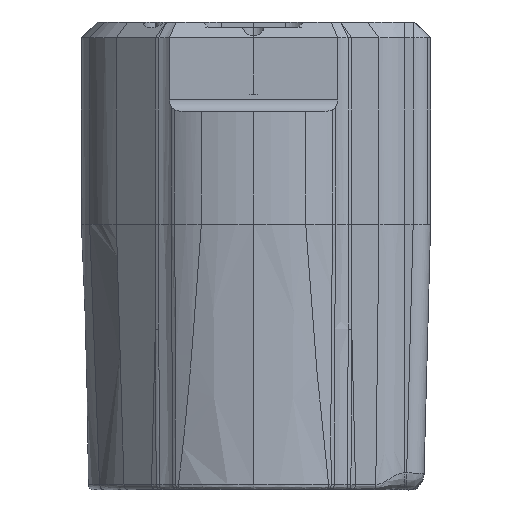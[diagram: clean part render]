
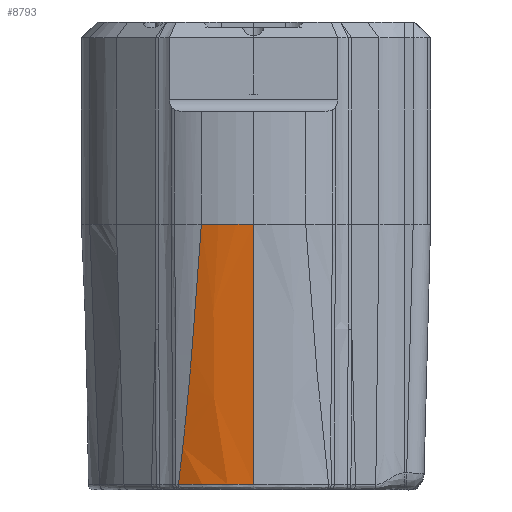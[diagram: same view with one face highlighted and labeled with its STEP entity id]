
A CAD part, left-side view. The second image highlights one B-rep face of the part: STEP entity #8793.
In plain terms, the highlighted conical face has half-angle 2 degrees and reference radius 59.627 mm.
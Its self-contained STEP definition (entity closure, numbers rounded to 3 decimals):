
#8649=CARTESIAN_POINT('Axis2P3D Location',(-253.411,0.,221.358)) ;
#8654=CARTESIAN_POINT('Line Origine',(-17732.973,0.,499063.027)) ;
#8658=CARTESIAN_POINT('Vertex',(-309.873,0.,130.71)) ;
#8660=CARTESIAN_POINT('Vertex',(-313.019,0.,220.817)) ;
#8664=CARTESIAN_POINT('Control Point',(-310.216,18.066,220.817)) ;
#8665=CARTESIAN_POINT('Control Point',(-311.606,13.693,220.817)) ;
#8666=CARTESIAN_POINT('Control Point',(-312.548,9.177,220.817)) ;
#8667=CARTESIAN_POINT('Control Point',(-313.019,4.589,220.817)) ;
#8668=CARTESIAN_POINT('Control Point',(-313.019,0.,220.817)) ;
#8669=CARTESIAN_POINT('Vertex',(-310.216,18.066,220.817)) ;
#8673=CARTESIAN_POINT('Control Point',(-310.216,18.066,220.817)) ;
#8674=CARTESIAN_POINT('Control Point',(-309.775,18.57,213.173)) ;
#8675=CARTESIAN_POINT('Control Point',(-309.326,19.089,205.65)) ;
#8676=CARTESIAN_POINT('Control Point',(-308.867,19.625,198.259)) ;
#8677=CARTESIAN_POINT('Control Point',(-308.342,20.244,190.153)) ;
#8678=CARTESIAN_POINT('Control Point',(-307.801,20.885,182.253)) ;
#8679=CARTESIAN_POINT('Control Point',(-307.743,20.953,181.414)) ;
#8680=CARTESIAN_POINT('Control Point',(-307.641,21.074,179.942)) ;
#8681=CARTESIAN_POINT('Control Point',(-307.539,21.196,178.478)) ;
#8682=CARTESIAN_POINT('Control Point',(-307.497,21.246,177.884)) ;
#8683=CARTESIAN_POINT('Control Point',(-307.445,21.307,177.152)) ;
#8684=CARTESIAN_POINT('Control Point',(-307.393,21.369,176.421)) ;
#8685=CARTESIAN_POINT('Control Point',(-307.386,21.378,176.318)) ;
#8686=CARTESIAN_POINT('Control Point',(-307.371,21.395,176.111)) ;
#8687=CARTESIAN_POINT('Control Point',(-307.357,21.413,175.905)) ;
#8688=CARTESIAN_POINT('Control Point',(-307.345,21.426,175.747)) ;
#8689=CARTESIAN_POINT('Control Point',(-307.342,21.43,175.707)) ;
#8690=CARTESIAN_POINT('Control Point',(-307.334,21.439,175.595)) ;
#8691=CARTESIAN_POINT('Vertex',(-307.334,21.439,175.595)) ;
#8695=CARTESIAN_POINT('Control Point',(-307.334,21.439,175.595)) ;
#8696=CARTESIAN_POINT('Control Point',(-307.202,21.597,173.735)) ;
#8697=CARTESIAN_POINT('Control Point',(-307.068,21.756,171.892)) ;
#8698=CARTESIAN_POINT('Control Point',(-306.935,21.915,170.074)) ;
#8699=CARTESIAN_POINT('Control Point',(-306.785,22.095,168.049)) ;
#8700=CARTESIAN_POINT('Control Point',(-306.633,22.275,166.049)) ;
#8701=CARTESIAN_POINT('Control Point',(-306.617,22.295,165.832)) ;
#8702=CARTESIAN_POINT('Control Point',(-306.586,22.332,165.42)) ;
#8703=CARTESIAN_POINT('Control Point',(-306.554,22.369,165.01)) ;
#8704=CARTESIAN_POINT('Control Point',(-306.552,22.372,164.978)) ;
#8705=CARTESIAN_POINT('Control Point',(-306.535,22.392,164.757)) ;
#8706=CARTESIAN_POINT('Control Point',(-306.518,22.413,164.536)) ;
#8707=CARTESIAN_POINT('Control Point',(-306.516,22.415,164.509)) ;
#8708=CARTESIAN_POINT('Control Point',(-306.512,22.42,164.455)) ;
#8709=CARTESIAN_POINT('Control Point',(-306.508,22.425,164.402)) ;
#8710=CARTESIAN_POINT('Control Point',(-306.506,22.427,164.374)) ;
#8711=CARTESIAN_POINT('Control Point',(-306.504,22.43,164.349)) ;
#8712=CARTESIAN_POINT('Control Point',(-306.502,22.432,164.321)) ;
#8713=CARTESIAN_POINT('Vertex',(-306.502,22.432,164.321)) ;
#8717=CARTESIAN_POINT('Control Point',(-306.502,22.432,164.321)) ;
#8718=CARTESIAN_POINT('Control Point',(-306.36,22.601,162.471)) ;
#8719=CARTESIAN_POINT('Control Point',(-306.217,22.772,160.636)) ;
#8720=CARTESIAN_POINT('Control Point',(-306.075,22.942,158.841)) ;
#8721=CARTESIAN_POINT('Control Point',(-305.912,23.138,156.816)) ;
#8722=CARTESIAN_POINT('Control Point',(-305.748,23.335,154.812)) ;
#8723=CARTESIAN_POINT('Control Point',(-305.73,23.357,154.594)) ;
#8724=CARTESIAN_POINT('Control Point',(-305.703,23.389,154.268)) ;
#8725=CARTESIAN_POINT('Control Point',(-305.676,23.422,153.942)) ;
#8726=CARTESIAN_POINT('Control Point',(-305.667,23.432,153.833)) ;
#8727=CARTESIAN_POINT('Control Point',(-305.653,23.449,153.67)) ;
#8728=CARTESIAN_POINT('Control Point',(-305.64,23.465,153.508)) ;
#8729=CARTESIAN_POINT('Control Point',(-305.635,23.47,153.454)) ;
#8730=CARTESIAN_POINT('Control Point',(-305.629,23.478,153.373)) ;
#8731=CARTESIAN_POINT('Control Point',(-305.622,23.487,153.291)) ;
#8732=CARTESIAN_POINT('Control Point',(-305.62,23.489,153.264)) ;
#8733=CARTESIAN_POINT('Control Point',(-305.615,23.495,153.209)) ;
#8734=CARTESIAN_POINT('Control Point',(-305.61,23.5,153.154)) ;
#8735=CARTESIAN_POINT('Control Point',(-305.609,23.503,153.132)) ;
#8736=CARTESIAN_POINT('Control Point',(-305.606,23.505,153.104)) ;
#8737=CARTESIAN_POINT('Control Point',(-305.604,23.508,153.075)) ;
#8738=CARTESIAN_POINT('Vertex',(-305.604,23.508,153.075)) ;
#8742=CARTESIAN_POINT('Control Point',(-305.604,23.508,153.075)) ;
#8743=CARTESIAN_POINT('Control Point',(-305.474,23.665,151.514)) ;
#8744=CARTESIAN_POINT('Control Point',(-305.342,23.823,149.962)) ;
#8745=CARTESIAN_POINT('Control Point',(-305.209,23.983,148.42)) ;
#8746=CARTESIAN_POINT('Control Point',(-305.058,24.164,146.699)) ;
#8747=CARTESIAN_POINT('Control Point',(-304.905,24.348,144.991)) ;
#8748=CARTESIAN_POINT('Control Point',(-304.888,24.369,144.804)) ;
#8749=CARTESIAN_POINT('Control Point',(-304.863,24.399,144.523)) ;
#8750=CARTESIAN_POINT('Control Point',(-304.838,24.429,144.243)) ;
#8751=CARTESIAN_POINT('Control Point',(-304.829,24.44,144.149)) ;
#8752=CARTESIAN_POINT('Control Point',(-304.812,24.46,143.962)) ;
#8753=CARTESIAN_POINT('Control Point',(-304.795,24.48,143.775)) ;
#8754=CARTESIAN_POINT('Control Point',(-304.787,24.49,143.683)) ;
#8755=CARTESIAN_POINT('Control Point',(-304.779,24.5,143.591)) ;
#8756=CARTESIAN_POINT('Control Point',(-304.77,24.511,143.495)) ;
#8757=CARTESIAN_POINT('Vertex',(-304.77,24.511,143.495)) ;
#8761=CARTESIAN_POINT('Control Point',(-304.77,24.511,143.495)) ;
#8762=CARTESIAN_POINT('Control Point',(-304.758,24.525,143.363)) ;
#8763=CARTESIAN_POINT('Control Point',(-304.746,24.54,143.231)) ;
#8764=CARTESIAN_POINT('Control Point',(-304.734,24.554,143.099)) ;
#8765=CARTESIAN_POINT('Control Point',(-304.686,24.612,142.572)) ;
#8766=CARTESIAN_POINT('Control Point',(-304.637,24.67,142.045)) ;
#8767=CARTESIAN_POINT('Control Point',(-304.601,24.714,141.651)) ;
#8768=CARTESIAN_POINT('Control Point',(-304.373,24.989,139.192)) ;
#8769=CARTESIAN_POINT('Control Point',(-304.14,25.269,136.754)) ;
#8770=CARTESIAN_POINT('Control Point',(-303.94,25.509,134.722)) ;
#8771=CARTESIAN_POINT('Control Point',(-303.737,25.752,132.707)) ;
#8772=CARTESIAN_POINT('Control Point',(-303.53,26.,130.71)) ;
#8773=CARTESIAN_POINT('Vertex',(-303.53,26.,130.71)) ;
#8777=CARTESIAN_POINT('Control Point',(-309.873,0.,130.71)) ;
#8778=CARTESIAN_POINT('Control Point',(-309.873,6.755,130.71)) ;
#8779=CARTESIAN_POINT('Control Point',(-308.795,13.511,130.71)) ;
#8780=CARTESIAN_POINT('Control Point',(-306.641,20.004,130.71)) ;
#8781=CARTESIAN_POINT('Control Point',(-303.53,26.,130.71)) ;
#8650=DIRECTION('Axis2P3D Direction',(0.,0.,1.)) ;
#8651=DIRECTION('Axis2P3D XDirection',(1.,0.,0.)) ;
#8655=DIRECTION('Vector Direction',(-0.035,0.,0.999)) ;
#8652=AXIS2_PLACEMENT_3D('Cone Axis2P3D',#8649,#8650,#8651) ;
#8784=ORIENTED_EDGE('',*,*,#8662,.T.) ;
#8785=ORIENTED_EDGE('',*,*,#8671,.F.) ;
#8786=ORIENTED_EDGE('',*,*,#8693,.T.) ;
#8787=ORIENTED_EDGE('',*,*,#8715,.T.) ;
#8788=ORIENTED_EDGE('',*,*,#8740,.T.) ;
#8789=ORIENTED_EDGE('',*,*,#8759,.T.) ;
#8790=ORIENTED_EDGE('',*,*,#8775,.T.) ;
#8791=ORIENTED_EDGE('',*,*,#8782,.F.) ;
#8656=VECTOR('Line Direction',#8655,1.) ;
#8793=ADVANCED_FACE('Body.3',(#8792),#8653,.T.) ;
#8663=B_SPLINE_CURVE_WITH_KNOTS('',4,(#8664,#8665,#8666,#8667,#8668),.UNSPECIFIED.,.F.,.U.,(5,5),(0.,35.856),.UNSPECIFIED.) ;
#8672=B_SPLINE_CURVE_WITH_KNOTS('',5,(#8673,#8674,#8675,#8676,#8677,#8678,#8679,#8680,#8681,#8682,#8683,#8684,#8685,#8686,#8687,#8688,#8689,#8690),.UNSPECIFIED.,.F.,.U.,(6,3,3,3,3,6),(0.,52.065,58.274,62.985,63.761,64.537),.UNSPECIFIED.) ;
#8694=B_SPLINE_CURVE_WITH_KNOTS('',5,(#8695,#8696,#8697,#8698,#8699,#8700,#8701,#8702,#8703,#8704,#8705,#8706,#8707,#8708,#8709,#8710,#8711,#8712),.UNSPECIFIED.,.F.,.U.,(6,3,3,3,3,6),(0.,12.986,14.568,15.991,16.188,16.386),.UNSPECIFIED.) ;
#8716=B_SPLINE_CURVE_WITH_KNOTS('',5,(#8717,#8718,#8719,#8720,#8721,#8722,#8723,#8724,#8725,#8726,#8727,#8728,#8729,#8730,#8731,#8732,#8733,#8734,#8735,#8736,#8737),.UNSPECIFIED.,.F.,.U.,(6,3,3,3,3,3,6),(0.,13.006,14.595,15.39,15.787,15.986,16.193),.UNSPECIFIED.) ;
#8741=B_SPLINE_CURVE_WITH_KNOTS('',5,(#8742,#8743,#8744,#8745,#8746,#8747,#8748,#8749,#8750,#8751,#8752,#8753,#8754,#8755,#8756),.UNSPECIFIED.,.F.,.U.,(6,3,3,3,6),(0.,11.107,12.477,13.162,13.847),.UNSPECIFIED.) ;
#8760=B_SPLINE_CURVE_WITH_KNOTS('',5,(#8761,#8762,#8763,#8764,#8765,#8766,#8767,#8768,#8769,#8770,#8771,#8772),.UNSPECIFIED.,.F.,.U.,(6,3,3,6),(0.,0.937,3.747,18.495),.UNSPECIFIED.) ;
#8776=B_SPLINE_CURVE_WITH_KNOTS('',4,(#8777,#8778,#8779,#8780,#8781),.UNSPECIFIED.,.F.,.U.,(5,5),(-23.927,23.927),.UNSPECIFIED.) ;
#8653=CONICAL_SURFACE('Cone',#8652,59.627,0.035) ;
#8662=EDGE_CURVE('',#8659,#8661,#8657,.T.) ;
#8671=EDGE_CURVE('',#8670,#8661,#8663,.T.) ;
#8693=EDGE_CURVE('',#8670,#8692,#8672,.T.) ;
#8715=EDGE_CURVE('',#8692,#8714,#8694,.T.) ;
#8740=EDGE_CURVE('',#8714,#8739,#8716,.T.) ;
#8759=EDGE_CURVE('',#8739,#8758,#8741,.T.) ;
#8775=EDGE_CURVE('',#8758,#8774,#8760,.T.) ;
#8782=EDGE_CURVE('',#8659,#8774,#8776,.T.) ;
#8783=EDGE_LOOP('',(#8784,#8785,#8786,#8787,#8788,#8789,#8790,#8791)) ;
#8792=FACE_OUTER_BOUND('',#8783,.T.) ;
#8657=LINE('Line',#8654,#8656) ;
#8659=VERTEX_POINT('',#8658) ;
#8661=VERTEX_POINT('',#8660) ;
#8670=VERTEX_POINT('',#8669) ;
#8692=VERTEX_POINT('',#8691) ;
#8714=VERTEX_POINT('',#8713) ;
#8739=VERTEX_POINT('',#8738) ;
#8758=VERTEX_POINT('',#8757) ;
#8774=VERTEX_POINT('',#8773) ;
